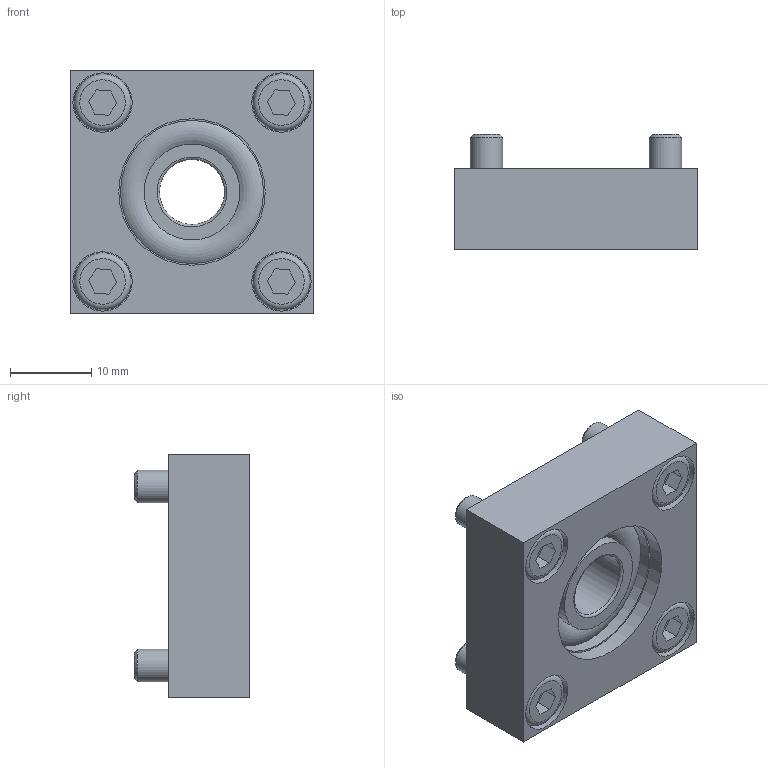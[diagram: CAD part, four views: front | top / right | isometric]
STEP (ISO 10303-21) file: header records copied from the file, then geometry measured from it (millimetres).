
FILE_DESCRIPTION(/* description */ ('Unknown'),/* implementation_level */ '2;1');
FILE_NAME(/* name */ 'A-0000169-Flanschlager30',/* time_stamp */ '2020-04-02T16:52:13+02:00',/* author */ ('Unknown'),/* organization */ ('Unknown'),/* preprocessor_version */ 'ST-DEVELOPER v16.7',/* originating_system */ 'Solid Edge',/* authorisation */ 'Unknown');
FILE_SCHEMA (('AUTOMOTIVE_DESIGN {1 0 10303 214 3 1 1}'));
Length unit declared in the file: millimetre
Products named in the file (1): A-0000169-Flanschlager30-dy
Bounding box: 30 x 14.2 x 30 mm (x, y, z)
Volume: 7562.1 mm3; surface area: 5290.3 mm2
Topology: 1 solids, 1 shells, 93 faces, 196 edges, 131 vertices
Faces by surface type: plane 56, cylinder 25, torus 8, cone 4
Full cylindrical faces by diameter (mm): 4 x4, 4.3 x4, 7 x4, 7.3 x4, 8 x1, 11.8 x2, 17.6 x2, 18 x2, 25 x1, 25.2 x1
Entity records: 2212 total; most frequent: DIRECTION 392, CARTESIAN_POINT 354, ORIENTED_EDGE 288, EDGE_LOOP 158, FACE_BOUND 158, AXIS2_PLACEMENT_3D 154, EDGE_CURVE 144, VERTEX_POINT 116
